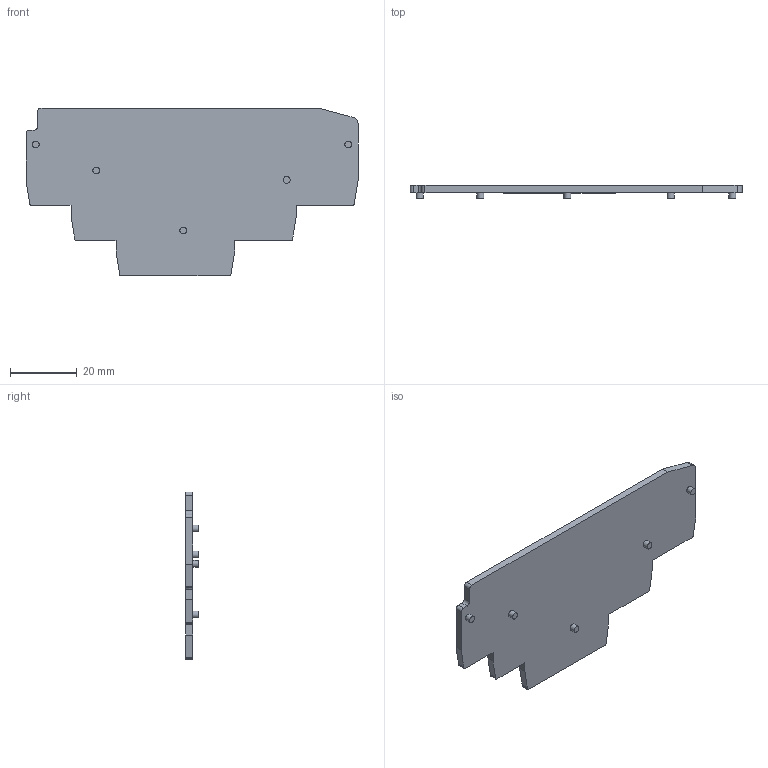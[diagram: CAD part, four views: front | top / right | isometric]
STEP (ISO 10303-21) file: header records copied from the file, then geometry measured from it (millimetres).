
FILE_DESCRIPTION( ( 'Unknown' ), '1' );
FILE_NAME( 'DD-ST2.5-3L-D 簡易3D-20230207.stp', 'Unknown', ( 'Unknown' ), ( 'Unknown' ), 'XStep 1.0', 'Unknown', ' ' );
FILE_SCHEMA( ( 'automotive_design' ) );
Length unit declared in the file: millimetre
Products named in the file (1): 1
Bounding box: 99.6 x 3.9 x 50.4 mm (x, y, z)
Volume: 8679.3 mm3; surface area: 8553 mm2
Topology: 1 solids, 1 shells, 49 faces, 129 edges, 87 vertices
Faces by surface type: plane 34, cylinder 15
Full cylindrical faces by diameter (mm): 2.08 x5
Entity records: 1900 total; most frequent: CARTESIAN_POINT 261, DIRECTION 254, ORIENTED_EDGE 248, EDGE_CURVE 124, LINE 94, VECTOR 94, VERTEX_POINT 87, AXIS2_PLACEMENT_3D 80
